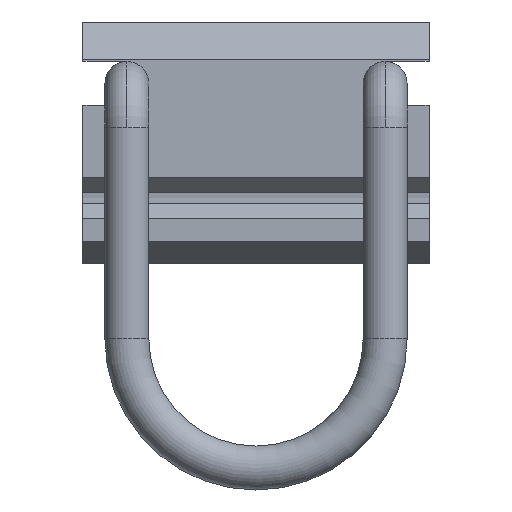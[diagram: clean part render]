
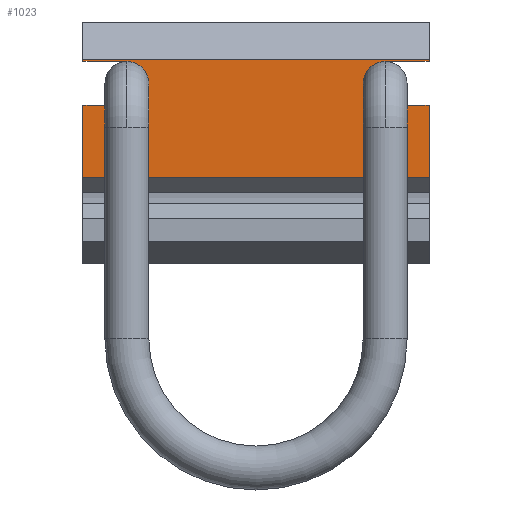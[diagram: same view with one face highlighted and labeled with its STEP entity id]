
A CAD part, front view. The second image highlights one B-rep face of the part: STEP entity #1023.
In plain terms, the highlighted planar face has unit normal (0, -1, 0).
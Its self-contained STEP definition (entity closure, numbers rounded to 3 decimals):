
#6 = EDGE_CURVE ( 'NONE', #852, #117, #528, .T. ) ;
#12 = CARTESIAN_POINT ( 'NONE',  ( 5.412, 0., 9.75 ) ) ;
#64 = ORIENTED_EDGE ( 'NONE', *, *, #147, .F. ) ;
#98 = VERTEX_POINT ( 'NONE', #101 ) ;
#101 = CARTESIAN_POINT ( 'NONE',  ( 7.412, 0., -15.75 ) ) ;
#117 = VERTEX_POINT ( 'NONE', #835 ) ;
#125 = EDGE_CURVE ( 'NONE', #990, #1130, #425, .T. ) ;
#147 = EDGE_CURVE ( 'NONE', #1352, #117, #1608, .T. ) ;
#163 = EDGE_CURVE ( 'NONE', #1317, #98, #1904, .T. ) ;
#172 = EDGE_CURVE ( 'NONE', #1436, #188, #572, .T. ) ;
#182 = EDGE_CURVE ( 'NONE', #1848, #1428, #1587, .T. ) ;
#188 = VERTEX_POINT ( 'NONE', #423 ) ;
#202 = VECTOR ( 'NONE', #1644, 1000. ) ;
#262 = CARTESIAN_POINT ( 'NONE',  ( 5.412, 0., 11.75 ) ) ;
#305 = CIRCLE ( 'NONE', #1642, 2. ) ;
#310 = FACE_OUTER_BOUND ( 'NONE', #1896, .T. ) ;
#317 = EDGE_CURVE ( 'NONE', #1848, #990, #1041, .T. ) ;
#323 = VECTOR ( 'NONE', #1538, 1000. ) ;
#338 = CARTESIAN_POINT ( 'NONE',  ( 7.412, 0., -11.75 ) ) ;
#352 = CARTESIAN_POINT ( 'NONE',  ( -3.132, 0., -15.75 ) ) ;
#393 = EDGE_CURVE ( 'NONE', #188, #1317, #1856, .T. ) ;
#406 = CARTESIAN_POINT ( 'NONE',  ( 3.412, 0., -11.75 ) ) ;
#423 = CARTESIAN_POINT ( 'NONE',  ( 3.412, 0., -11.75 ) ) ;
#425 = CIRCLE ( 'NONE', #584, 2. ) ;
#443 = LINE ( 'NONE', #926, #1844 ) ;
#454 = DIRECTION ( 'NONE',  ( 0., 1., 0. ) ) ;
#468 = LINE ( 'NONE', #1777, #202 ) ;
#487 = DIRECTION ( 'NONE',  ( 0., 0., 1. ) ) ;
#528 = LINE ( 'NONE', #1120, #1699 ) ;
#554 = CARTESIAN_POINT ( 'NONE',  ( 7.412, 0., -11.75 ) ) ;
#564 = ORIENTED_EDGE ( 'NONE', *, *, #163, .T. ) ;
#567 = ORIENTED_EDGE ( 'NONE', *, *, #172, .T. ) ;
#572 = LINE ( 'NONE', #406, #676 ) ;
#584 = AXIS2_PLACEMENT_3D ( 'NONE', #262, #861, #1293 ) ;
#617 = ORIENTED_EDGE ( 'NONE', *, *, #1029, .F. ) ;
#645 = VECTOR ( 'NONE', #1866, 1000. ) ;
#676 = VECTOR ( 'NONE', #689, 1000. ) ;
#689 = DIRECTION ( 'NONE',  ( 0., 0., 1. ) ) ;
#746 = DIRECTION ( 'NONE',  ( 0., 0., -1. ) ) ;
#763 = CARTESIAN_POINT ( 'NONE',  ( 7.412, 0., 11.75 ) ) ;
#766 = DIRECTION ( 'NONE',  ( 0., 0., -1. ) ) ;
#768 = VECTOR ( 'NONE', #746, 1000. ) ;
#782 = CARTESIAN_POINT ( 'NONE',  ( -3.132, 0., 15.75 ) ) ;
#793 = VERTEX_POINT ( 'NONE', #352 ) ;
#809 = ORIENTED_EDGE ( 'NONE', *, *, #317, .T. ) ;
#820 = ORIENTED_EDGE ( 'NONE', *, *, #125, .T. ) ;
#828 = CARTESIAN_POINT ( 'NONE',  ( 7.412, 0., 15.75 ) ) ;
#835 = CARTESIAN_POINT ( 'NONE',  ( 3.412, 0., 15.75 ) ) ;
#851 = CARTESIAN_POINT ( 'NONE',  ( -3.132, 0., 15.75 ) ) ;
#852 = VERTEX_POINT ( 'NONE', #1264 ) ;
#859 = VECTOR ( 'NONE', #1461, 1000. ) ;
#861 = DIRECTION ( 'NONE',  ( 0., 1., 0. ) ) ;
#874 = ORIENTED_EDGE ( 'NONE', *, *, #182, .F. ) ;
#888 = DIRECTION ( 'NONE',  ( 1., 0., 0. ) ) ;
#895 = CARTESIAN_POINT ( 'NONE',  ( -3.132, 0., 15.75 ) ) ;
#926 = CARTESIAN_POINT ( 'NONE',  ( 7.607, 0., 15.75 ) ) ;
#952 = CARTESIAN_POINT ( 'NONE',  ( 5.412, 0., -11.75 ) ) ;
#963 = ORIENTED_EDGE ( 'NONE', *, *, #1431, .T. ) ;
#968 = ORIENTED_EDGE ( 'NONE', *, *, #1216, .T. ) ;
#971 = DIRECTION ( 'NONE',  ( 0., 1., 0. ) ) ;
#975 = DIRECTION ( 'NONE',  ( 0., 1., 0. ) ) ;
#990 = VERTEX_POINT ( 'NONE', #1474 ) ;
#1002 = DIRECTION ( 'NONE',  ( 1., 0., 0. ) ) ;
#1023 = ADVANCED_FACE ( 'NONE', ( #310 ), #1221, .F. ) ;
#1029 = EDGE_CURVE ( 'NONE', #1428, #1036, #443, .T. ) ;
#1036 = VERTEX_POINT ( 'NONE', #1351 ) ;
#1041 = LINE ( 'NONE', #763, #768 ) ;
#1074 = DIRECTION ( 'NONE',  ( -1., 0., 0. ) ) ;
#1109 = EDGE_CURVE ( 'NONE', #98, #1036, #468, .T. ) ;
#1120 = CARTESIAN_POINT ( 'NONE',  ( 3.412, 0., 11.75 ) ) ;
#1130 = VERTEX_POINT ( 'NONE', #12 ) ;
#1137 = ORIENTED_EDGE ( 'NONE', *, *, #393, .T. ) ;
#1148 = ORIENTED_EDGE ( 'NONE', *, *, #1880, .T. ) ;
#1194 = AXIS2_PLACEMENT_3D ( 'NONE', #895, #454, #1074 ) ;
#1216 = EDGE_CURVE ( 'NONE', #793, #1436, #1341, .T. ) ;
#1221 = PLANE ( 'NONE',  #1194 ) ;
#1264 = CARTESIAN_POINT ( 'NONE',  ( 3.412, 0., 11.75 ) ) ;
#1265 = CARTESIAN_POINT ( 'NONE',  ( 7.607, 0., 15.75 ) ) ;
#1272 = AXIS2_PLACEMENT_3D ( 'NONE', #952, #975, #487 ) ;
#1293 = DIRECTION ( 'NONE',  ( 0., 0., -1. ) ) ;
#1317 = VERTEX_POINT ( 'NONE', #338 ) ;
#1341 = LINE ( 'NONE', #1451, #1511 ) ;
#1351 = CARTESIAN_POINT ( 'NONE',  ( 7.607, 0., -15.75 ) ) ;
#1352 = VERTEX_POINT ( 'NONE', #782 ) ;
#1423 = CARTESIAN_POINT ( 'NONE',  ( 3.412, 0., -15.75 ) ) ;
#1428 = VERTEX_POINT ( 'NONE', #1265 ) ;
#1431 = EDGE_CURVE ( 'NONE', #1352, #793, #1567, .T. ) ;
#1436 = VERTEX_POINT ( 'NONE', #1423 ) ;
#1440 = CARTESIAN_POINT ( 'NONE',  ( -3.132, 0., 15.75 ) ) ;
#1451 = CARTESIAN_POINT ( 'NONE',  ( -3.132, 0., -15.75 ) ) ;
#1461 = DIRECTION ( 'NONE',  ( 1., 0., 0. ) ) ;
#1473 = ORIENTED_EDGE ( 'NONE', *, *, #6, .T. ) ;
#1474 = CARTESIAN_POINT ( 'NONE',  ( 7.412, 0., 11.75 ) ) ;
#1511 = VECTOR ( 'NONE', #888, 1000. ) ;
#1524 = DIRECTION ( 'NONE',  ( 0., 0., -1. ) ) ;
#1538 = DIRECTION ( 'NONE',  ( 0., 0., -1. ) ) ;
#1553 = ORIENTED_EDGE ( 'NONE', *, *, #1109, .T. ) ;
#1567 = LINE ( 'NONE', #1685, #323 ) ;
#1587 = LINE ( 'NONE', #851, #859 ) ;
#1601 = VECTOR ( 'NONE', #1002, 1000. ) ;
#1608 = LINE ( 'NONE', #1440, #1601 ) ;
#1642 = AXIS2_PLACEMENT_3D ( 'NONE', #1682, #971, #1524 ) ;
#1644 = DIRECTION ( 'NONE',  ( 1., 0., 0. ) ) ;
#1682 = CARTESIAN_POINT ( 'NONE',  ( 5.412, 0., 11.75 ) ) ;
#1685 = CARTESIAN_POINT ( 'NONE',  ( -3.132, 0., 15.75 ) ) ;
#1699 = VECTOR ( 'NONE', #1710, 1000. ) ;
#1710 = DIRECTION ( 'NONE',  ( 0., 0., 1. ) ) ;
#1777 = CARTESIAN_POINT ( 'NONE',  ( -3.132, 0., -15.75 ) ) ;
#1844 = VECTOR ( 'NONE', #766, 1000. ) ;
#1848 = VERTEX_POINT ( 'NONE', #828 ) ;
#1856 = CIRCLE ( 'NONE', #1272, 2. ) ;
#1866 = DIRECTION ( 'NONE',  ( 0., 0., -1. ) ) ;
#1880 = EDGE_CURVE ( 'NONE', #1130, #852, #305, .T. ) ;
#1896 = EDGE_LOOP ( 'NONE', ( #1473, #64, #963, #968, #567, #1137, #564, #1553, #617, #874, #809, #820, #1148 ) ) ;
#1904 = LINE ( 'NONE', #554, #645 ) ;
